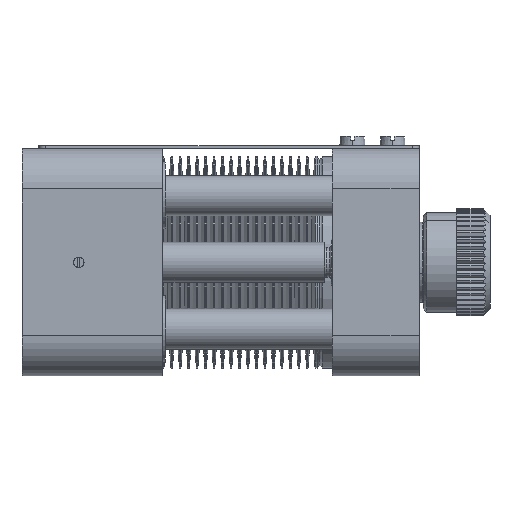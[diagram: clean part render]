
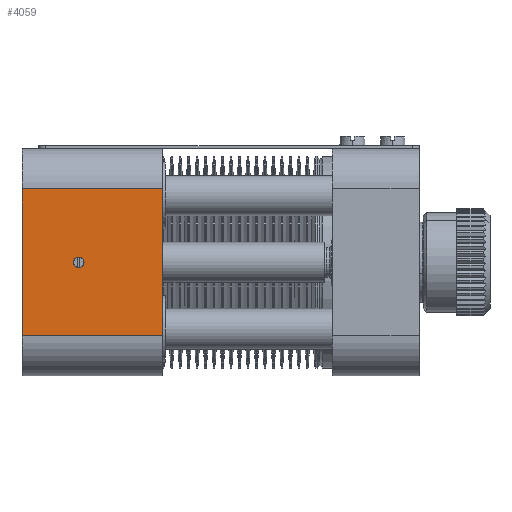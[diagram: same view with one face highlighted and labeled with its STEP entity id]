
A CAD part, front view. The second image highlights one B-rep face of the part: STEP entity #4059.
In plain terms, the highlighted face is planar.
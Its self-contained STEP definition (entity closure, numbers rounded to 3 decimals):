
#254 = DIRECTION ( 'NONE',  ( 0., 0., -1. ) ) ;
#453 = DIRECTION ( 'NONE',  ( 1., 0., 0. ) ) ;
#1148 = PLANE ( 'NONE',  #4385 ) ;
#1254 = EDGE_CURVE ( 'NONE', #31000, #15035, #16781, .T. ) ;
#1407 = CARTESIAN_POINT ( 'NONE',  ( 33., -21., -17. ) ) ;
#2884 = CARTESIAN_POINT ( 'NONE',  ( 33., 0., -17. ) ) ;
#2974 = EDGE_CURVE ( 'NONE', #15035, #30995, #27200, .T. ) ;
#3073 = ORIENTED_EDGE ( 'NONE', *, *, #2974, .T. ) ;
#3837 = CARTESIAN_POINT ( 'NONE',  ( 33., -21., -11. ) ) ;
#4059 = ADVANCED_FACE ( 'NONE', ( #31477, #5560 ), #1148, .F. ) ;
#4385 = AXIS2_PLACEMENT_3D ( 'NONE', #20919, #13616, #31235 ) ;
#5432 = CARTESIAN_POINT ( 'NONE',  ( 33., -8.5, -0.8 ) ) ;
#5560 = FACE_OUTER_BOUND ( 'NONE', #26537, .T. ) ;
#5795 = VECTOR ( 'NONE', #22626, 1000. ) ;
#6752 = DIRECTION ( 'NONE',  ( 0., 0., 1. ) ) ;
#8851 = CARTESIAN_POINT ( 'NONE',  ( 33., 0., 11. ) ) ;
#10924 = EDGE_CURVE ( 'NONE', #30995, #20996, #19119, .T. ) ;
#11775 = ORIENTED_EDGE ( 'NONE', *, *, #25144, .F. ) ;
#13491 = CIRCLE ( 'NONE', #22641, 0.8 ) ;
#13616 = DIRECTION ( 'NONE',  ( -1., 0., 0. ) ) ;
#14397 = EDGE_CURVE ( 'NONE', #24556, #30894, #25251, .T. ) ;
#15035 = VERTEX_POINT ( 'NONE', #27648 ) ;
#15275 = DIRECTION ( 'NONE',  ( 1., 0., 0. ) ) ;
#15473 = CARTESIAN_POINT ( 'NONE',  ( 33., -8.5, 0. ) ) ;
#16781 = LINE ( 'NONE', #22783, #17541 ) ;
#17541 = VECTOR ( 'NONE', #30579, 1000. ) ;
#17969 = DIRECTION ( 'NONE',  ( 0., 0., -1. ) ) ;
#18924 = DIRECTION ( 'NONE',  ( 0., 0., 1. ) ) ;
#19119 = LINE ( 'NONE', #20085, #5795 ) ;
#20085 = CARTESIAN_POINT ( 'NONE',  ( 33., -21., 11. ) ) ;
#20111 = LINE ( 'NONE', #1407, #26007 ) ;
#20510 = VECTOR ( 'NONE', #6752, 1000. ) ;
#20919 = CARTESIAN_POINT ( 'NONE',  ( 33., 0., 0. ) ) ;
#20982 = CARTESIAN_POINT ( 'NONE',  ( 33., -21., 11. ) ) ;
#20996 = VERTEX_POINT ( 'NONE', #20982 ) ;
#22018 = ORIENTED_EDGE ( 'NONE', *, *, #25798, .F. ) ;
#22626 = DIRECTION ( 'NONE',  ( 0., -1., 0. ) ) ;
#22641 = AXIS2_PLACEMENT_3D ( 'NONE', #15473, #453, #17969 ) ;
#22783 = CARTESIAN_POINT ( 'NONE',  ( 33., 0., -11. ) ) ;
#23062 = AXIS2_PLACEMENT_3D ( 'NONE', #30318, #15275, #254 ) ;
#23752 = ORIENTED_EDGE ( 'NONE', *, *, #10924, .T. ) ;
#24556 = VERTEX_POINT ( 'NONE', #5432 ) ;
#25144 = EDGE_CURVE ( 'NONE', #30894, #24556, #13491, .T. ) ;
#25251 = CIRCLE ( 'NONE', #23062, 0.8 ) ;
#25798 = EDGE_CURVE ( 'NONE', #31000, #20996, #20111, .T. ) ;
#25989 = CARTESIAN_POINT ( 'NONE',  ( 33., -8.5, 0.8 ) ) ;
#26007 = VECTOR ( 'NONE', #18924, 1000. ) ;
#26537 = EDGE_LOOP ( 'NONE', ( #22018, #28067, #3073, #23752 ) ) ;
#27200 = LINE ( 'NONE', #2884, #20510 ) ;
#27648 = CARTESIAN_POINT ( 'NONE',  ( 33., 0., -11. ) ) ;
#28067 = ORIENTED_EDGE ( 'NONE', *, *, #1254, .T. ) ;
#29197 = EDGE_LOOP ( 'NONE', ( #32026, #11775 ) ) ;
#30318 = CARTESIAN_POINT ( 'NONE',  ( 33., -8.5, 0. ) ) ;
#30579 = DIRECTION ( 'NONE',  ( 0., 1., 0. ) ) ;
#30894 = VERTEX_POINT ( 'NONE', #25989 ) ;
#30995 = VERTEX_POINT ( 'NONE', #8851 ) ;
#31000 = VERTEX_POINT ( 'NONE', #3837 ) ;
#31235 = DIRECTION ( 'NONE',  ( 0., 0., 1. ) ) ;
#31477 = FACE_BOUND ( 'NONE', #29197, .T. ) ;
#32026 = ORIENTED_EDGE ( 'NONE', *, *, #14397, .F. ) ;
